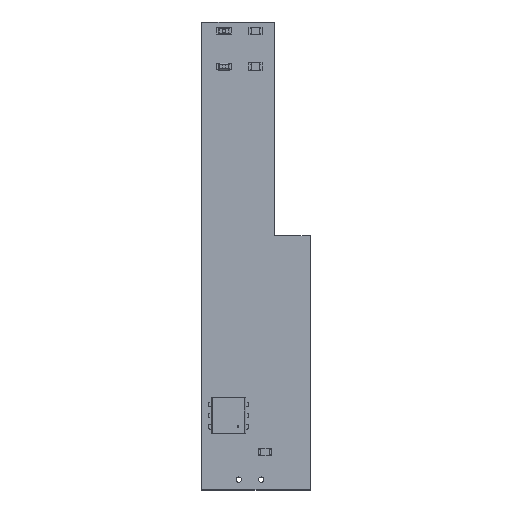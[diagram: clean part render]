
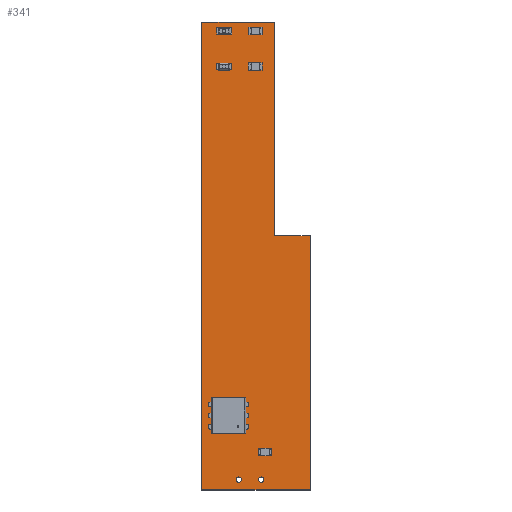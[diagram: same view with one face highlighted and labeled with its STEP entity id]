
A CAD part, top view. The second image highlights one B-rep face of the part: STEP entity #341.
In plain terms, the highlighted planar face has unit normal (0, 0, 1).
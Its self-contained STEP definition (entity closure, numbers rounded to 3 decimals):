
#76 = VERTEX_POINT('',#77);
#77 = CARTESIAN_POINT('',(0.,0.,1.691));
#83 = EDGE_CURVE('',#76,#84,#86,.T.);
#84 = VERTEX_POINT('',#85);
#85 = CARTESIAN_POINT('',(0.,52.5,1.691));
#86 = LINE('',#87,#88);
#87 = CARTESIAN_POINT('',(0.,0.,1.691));
#88 = VECTOR('',#89,1.);
#89 = DIRECTION('',(0.,1.,0.));
#114 = EDGE_CURVE('',#84,#115,#117,.T.);
#115 = VERTEX_POINT('',#116);
#116 = CARTESIAN_POINT('',(8.15,52.5,1.691));
#117 = LINE('',#118,#119);
#118 = CARTESIAN_POINT('',(0.,52.5,1.691));
#119 = VECTOR('',#120,1.);
#120 = DIRECTION('',(1.,0.,0.));
#145 = EDGE_CURVE('',#115,#146,#148,.T.);
#146 = VERTEX_POINT('',#147);
#147 = CARTESIAN_POINT('',(8.15,28.5,1.691));
#148 = LINE('',#149,#150);
#149 = CARTESIAN_POINT('',(8.15,52.5,1.691));
#150 = VECTOR('',#151,1.);
#151 = DIRECTION('',(0.,-1.,0.));
#176 = EDGE_CURVE('',#146,#177,#179,.T.);
#177 = VERTEX_POINT('',#178);
#178 = CARTESIAN_POINT('',(12.15,28.5,1.691));
#179 = LINE('',#180,#181);
#180 = CARTESIAN_POINT('',(8.15,28.5,1.691));
#181 = VECTOR('',#182,1.);
#182 = DIRECTION('',(1.,0.,0.));
#207 = EDGE_CURVE('',#177,#208,#210,.T.);
#208 = VERTEX_POINT('',#209);
#209 = CARTESIAN_POINT('',(12.15,0.,1.691));
#210 = LINE('',#211,#212);
#211 = CARTESIAN_POINT('',(12.15,28.5,1.691));
#212 = VECTOR('',#213,1.);
#213 = DIRECTION('',(0.,-1.,0.));
#238 = EDGE_CURVE('',#208,#76,#239,.T.);
#239 = LINE('',#240,#241);
#240 = CARTESIAN_POINT('',(12.15,0.,1.691));
#241 = VECTOR('',#242,1.);
#242 = DIRECTION('',(-1.,0.,0.));
#262 = VERTEX_POINT('',#263);
#263 = CARTESIAN_POINT('',(4.45,1.16,1.691));
#269 = EDGE_CURVE('',#262,#262,#270,.T.);
#270 = CIRCLE('',#271,0.3);
#271 = AXIS2_PLACEMENT_3D('',#272,#273,#274);
#272 = CARTESIAN_POINT('',(4.15,1.16,1.691));
#273 = DIRECTION('',(0.,0.,1.));
#274 = DIRECTION('',(1.,0.,0.));
#295 = VERTEX_POINT('',#296);
#296 = CARTESIAN_POINT('',(6.95,1.16,1.691));
#302 = EDGE_CURVE('',#295,#295,#303,.T.);
#303 = CIRCLE('',#304,0.3);
#304 = AXIS2_PLACEMENT_3D('',#305,#306,#307);
#305 = CARTESIAN_POINT('',(6.65,1.16,1.691));
#306 = DIRECTION('',(0.,0.,1.));
#307 = DIRECTION('',(1.,0.,0.));
#341 = ADVANCED_FACE('',(#342,#350,#353),#356,.T.);
#342 = FACE_BOUND('',#343,.F.);
#343 = EDGE_LOOP('',(#344,#345,#346,#347,#348,#349));
#344 = ORIENTED_EDGE('',*,*,#83,.T.);
#345 = ORIENTED_EDGE('',*,*,#114,.T.);
#346 = ORIENTED_EDGE('',*,*,#145,.T.);
#347 = ORIENTED_EDGE('',*,*,#176,.T.);
#348 = ORIENTED_EDGE('',*,*,#207,.T.);
#349 = ORIENTED_EDGE('',*,*,#238,.T.);
#350 = FACE_BOUND('',#351,.T.);
#351 = EDGE_LOOP('',(#352));
#352 = ORIENTED_EDGE('',*,*,#269,.F.);
#353 = FACE_BOUND('',#354,.T.);
#354 = EDGE_LOOP('',(#355));
#355 = ORIENTED_EDGE('',*,*,#302,.F.);
#356 = PLANE('',#357);
#357 = AXIS2_PLACEMENT_3D('',#358,#359,#360);
#358 = CARTESIAN_POINT('',(0.,0.,1.691));
#359 = DIRECTION('',(0.,0.,1.));
#360 = DIRECTION('',(1.,0.,0.));
